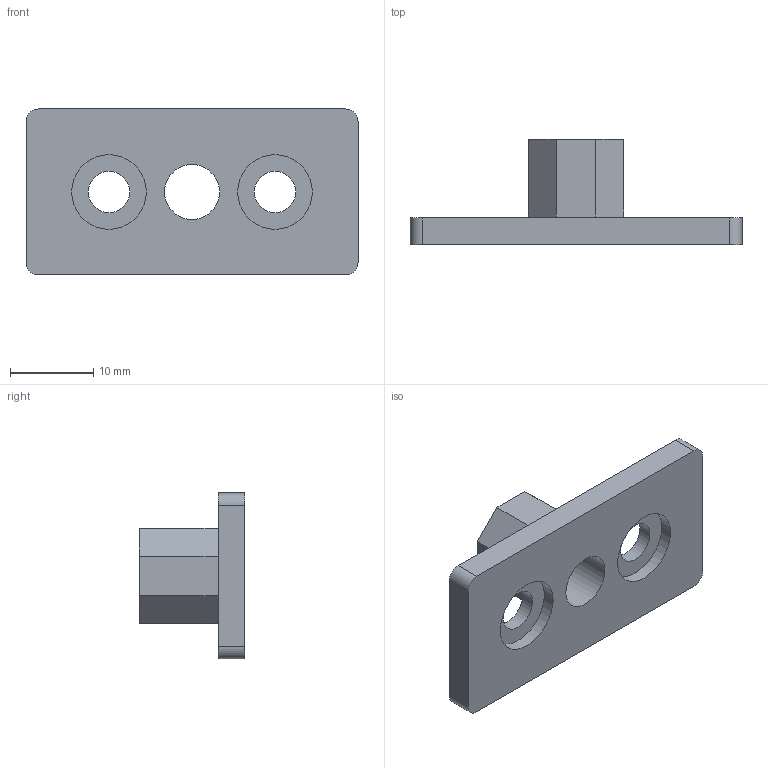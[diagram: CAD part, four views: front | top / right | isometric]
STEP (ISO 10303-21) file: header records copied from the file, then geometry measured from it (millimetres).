
FILE_DESCRIPTION((''),'2;1');
FILE_NAME('Metric 8mm ACME Nut Plate.ipt.step','2014-04-22T18:03:27',(''),(''),'Autodesk Inventor 2013','Autodesk Inventor 2013','');
FILE_SCHEMA(('AUTOMOTIVE_DESIGN { 1 0 10303 214 1 1 1 1 }'));
Length unit declared in the file: millimetre
Products named in the file (1): Metric 8mm ACME Nut Plate
Bounding box: 40 x 12.7 x 20 mm (x, y, z)
Volume: 2892.7 mm3; surface area: 2588.8 mm2
Topology: 1 solids, 1 shells, 26 faces, 64 edges, 43 vertices
Faces by surface type: plane 17, cylinder 9
Full cylindrical faces by diameter (mm): 5 x2, 6.647 x1, 9 x2
Entity records: 778 total; most frequent: DIRECTION 130, CARTESIAN_POINT 127, ORIENTED_EDGE 116, EDGE_CURVE 58, AXIS2_PLACEMENT_3D 45, VERTEX_POINT 42, VECTOR 40, LINE 40
